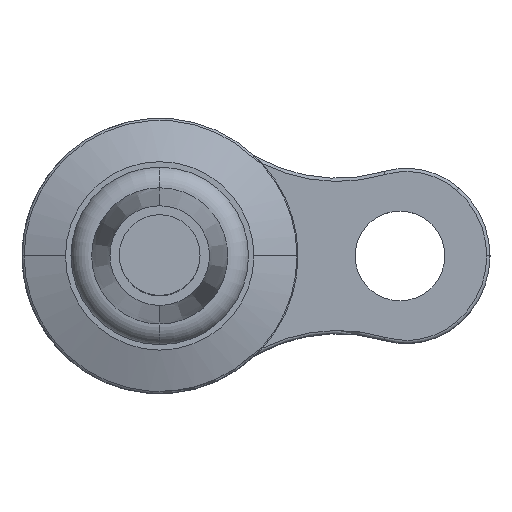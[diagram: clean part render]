
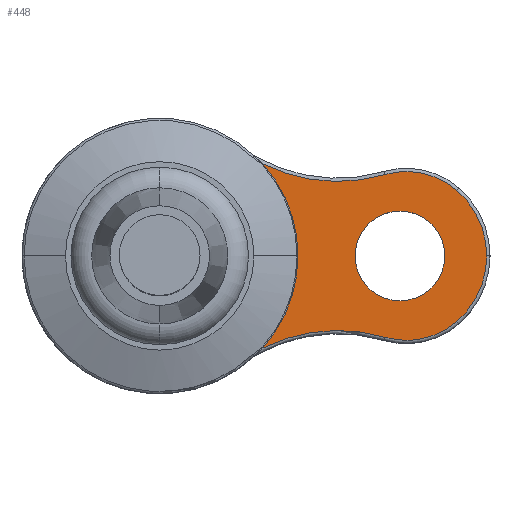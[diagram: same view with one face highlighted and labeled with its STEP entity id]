
A CAD part, top view. The second image highlights one B-rep face of the part: STEP entity #448.
In plain terms, the highlighted planar face has unit normal (0, 0, 1).
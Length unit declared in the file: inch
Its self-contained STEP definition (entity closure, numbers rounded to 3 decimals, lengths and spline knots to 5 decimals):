
#44 = ORIENTED_EDGE ( 'NONE', *, *, #271, .T. ) ;
#45 = VERTEX_POINT ( 'NONE', #797 ) ;
#101 = ORIENTED_EDGE ( 'NONE', *, *, #2646, .F. ) ;
#222 = DIRECTION ( 'NONE',  ( 0., 0., 1. ) ) ;
#230 = AXIS2_PLACEMENT_3D ( 'NONE', #2065, #763, #1416 ) ;
#271 = EDGE_CURVE ( 'NONE', #976, #45, #733, .T. ) ;
#274 = EDGE_LOOP ( 'NONE', ( #1330, #2075, #873, #1820, #1993, #1849, #1627, #44 ) ) ;
#279 = CIRCLE ( 'NONE', #230, 0.4317 ) ;
#292 = DIRECTION ( 'NONE',  ( 1., 0., 0. ) ) ;
#351 = DIRECTION ( 'NONE',  ( 1., 0., 0. ) ) ;
#420 = DIRECTION ( 'NONE',  ( 0., 0., -1. ) ) ;
#448 = ADVANCED_FACE ( 'Defeatured_0_4', ( #2762, #2112 ), #1897, .T. ) ;
#491 = AXIS2_PLACEMENT_3D ( 'NONE', #2139, #222, #1931 ) ;
#517 = DIRECTION ( 'NONE',  ( 0., 0., 1. ) ) ;
#524 = DIRECTION ( 'NONE',  ( 1., 0., 0. ) ) ;
#563 = CARTESIAN_POINT ( 'NONE',  ( 0.75, 0., 0.1875 ) ) ;
#610 = ORIENTED_EDGE ( 'NONE', *, *, #1067, .F. ) ;
#613 = VERTEX_POINT ( 'NONE', #1304 ) ;
#653 = DIRECTION ( 'NONE',  ( 1., 0., 0. ) ) ;
#690 = CARTESIAN_POINT ( 'NONE',  ( 0.77046, 0.02362, 0.1875 ) ) ;
#733 = CIRCLE ( 'NONE', #912, 0.24 ) ;
#747 = EDGE_CURVE ( 'NONE', #793, #1086, #2273, .T. ) ;
#760 = AXIS2_PLACEMENT_3D ( 'NONE', #1789, #1149, #921 ) ;
#763 = DIRECTION ( 'NONE',  ( 0., 0., -1. ) ) ;
#768 = CARTESIAN_POINT ( 'NONE',  ( 0., 0., 0.1875 ) ) ;
#793 = VERTEX_POINT ( 'NONE', #847 ) ;
#797 = CARTESIAN_POINT ( 'NONE',  ( 0.70292, 0.25392, 0.1875 ) ) ;
#820 = CARTESIAN_POINT ( 'NONE',  ( 0.89, 0., 0.1875 ) ) ;
#842 = CARTESIAN_POINT ( 'NONE',  ( 0.55504, -0.75814, 0.1875 ) ) ;
#847 = CARTESIAN_POINT ( 'NONE',  ( 0.32256, 0.28692, 0.1875 ) ) ;
#852 = DIRECTION ( 'NONE',  ( 0., 0., 1. ) ) ;
#873 = ORIENTED_EDGE ( 'NONE', *, *, #1159, .T. ) ;
#893 = VERTEX_POINT ( 'NONE', #820 ) ;
#912 = AXIS2_PLACEMENT_3D ( 'NONE', #690, #517, #1795 ) ;
#921 = DIRECTION ( 'NONE',  ( 1., 0., 0. ) ) ;
#976 = VERTEX_POINT ( 'NONE', #1113 ) ;
#1066 = CIRCLE ( 'NONE', #491, 0.27125 ) ;
#1067 = EDGE_CURVE ( 'NONE', #893, #2696, #2242, .T. ) ;
#1072 = AXIS2_PLACEMENT_3D ( 'NONE', #563, #1409, #351 ) ;
#1086 = VERTEX_POINT ( 'NONE', #1521 ) ;
#1110 = CIRCLE ( 'NONE', #760, 0.24 ) ;
#1113 = CARTESIAN_POINT ( 'NONE',  ( 0.92757, 0.20505, 0.1875 ) ) ;
#1149 = DIRECTION ( 'NONE',  ( 0., 0., 1. ) ) ;
#1150 = CIRCLE ( 'NONE', #2594, 0.27125 ) ;
#1159 = EDGE_CURVE ( 'NONE', #1086, #1253, #279, .T. ) ;
#1230 = AXIS2_PLACEMENT_3D ( 'NONE', #842, #420, #2305 ) ;
#1250 = CARTESIAN_POINT ( 'NONE',  ( 0., 0., 0.1875 ) ) ;
#1253 = VERTEX_POINT ( 'NONE', #1876 ) ;
#1289 = AXIS2_PLACEMENT_3D ( 'NONE', #1344, #2210, #292 ) ;
#1304 = CARTESIAN_POINT ( 'NONE',  ( 1.02125, 0., 0.1875 ) ) ;
#1322 = VERTEX_POINT ( 'NONE', #2723 ) ;
#1330 = ORIENTED_EDGE ( 'NONE', *, *, #2285, .T. ) ;
#1344 = CARTESIAN_POINT ( 'NONE',  ( 0.75, 0., 0.1875 ) ) ;
#1377 = VERTEX_POINT ( 'NONE', #2246 ) ;
#1409 = DIRECTION ( 'NONE',  ( 0., 0., 1. ) ) ;
#1416 = DIRECTION ( 'NONE',  ( 1., 0., 0. ) ) ;
#1425 = AXIS2_PLACEMENT_3D ( 'NONE', #1250, #852, #2564 ) ;
#1493 = DIRECTION ( 'NONE',  ( 0., 0., 1. ) ) ;
#1521 = CARTESIAN_POINT ( 'NONE',  ( 0.4317, 0., 0.1875 ) ) ;
#1599 = DIRECTION ( 'NONE',  ( 0., 0., -1. ) ) ;
#1627 = ORIENTED_EDGE ( 'NONE', *, *, #2661, .T. ) ;
#1643 = CIRCLE ( 'NONE', #2272, 0.52545 ) ;
#1744 = EDGE_CURVE ( 'NONE', #1377, #1322, #1110, .T. ) ;
#1756 = EDGE_LOOP ( 'NONE', ( #101, #610 ) ) ;
#1789 = CARTESIAN_POINT ( 'NONE',  ( 0.77046, -0.02362, 0.1875 ) ) ;
#1795 = DIRECTION ( 'NONE',  ( 1., 0., 0. ) ) ;
#1820 = ORIENTED_EDGE ( 'NONE', *, *, #1889, .T. ) ;
#1849 = ORIENTED_EDGE ( 'NONE', *, *, #2349, .T. ) ;
#1869 = CIRCLE ( 'NONE', #1230, 0.52545 ) ;
#1876 = CARTESIAN_POINT ( 'NONE',  ( 0.32256, -0.28692, 0.1875 ) ) ;
#1889 = EDGE_CURVE ( 'NONE', #1253, #1377, #1869, .T. ) ;
#1897 = PLANE ( 'NONE',  #1425 ) ;
#1908 = CARTESIAN_POINT ( 'NONE',  ( 0.75, 0., 0.1875 ) ) ;
#1931 = DIRECTION ( 'NONE',  ( 1., 0., 0. ) ) ;
#1948 = DIRECTION ( 'NONE',  ( 0., 0., -1. ) ) ;
#1993 = ORIENTED_EDGE ( 'NONE', *, *, #1744, .T. ) ;
#2014 = CIRCLE ( 'NONE', #1072, 0.14 ) ;
#2065 = CARTESIAN_POINT ( 'NONE',  ( 0., 0., 0.1875 ) ) ;
#2075 = ORIENTED_EDGE ( 'NONE', *, *, #747, .T. ) ;
#2112 = FACE_OUTER_BOUND ( 'NONE', #274, .T. ) ;
#2137 = DIRECTION ( 'NONE',  ( 1., 0., 0. ) ) ;
#2139 = CARTESIAN_POINT ( 'NONE',  ( 0.75, 0., 0.1875 ) ) ;
#2210 = DIRECTION ( 'NONE',  ( 0., 0., 1. ) ) ;
#2242 = CIRCLE ( 'NONE', #1289, 0.14 ) ;
#2246 = CARTESIAN_POINT ( 'NONE',  ( 0.70292, -0.25392, 0.1875 ) ) ;
#2272 = AXIS2_PLACEMENT_3D ( 'NONE', #2621, #1948, #653 ) ;
#2273 = CIRCLE ( 'NONE', #2597, 0.4317 ) ;
#2285 = EDGE_CURVE ( 'NONE', #45, #793, #1643, .T. ) ;
#2305 = DIRECTION ( 'NONE',  ( 1., 0., 0. ) ) ;
#2349 = EDGE_CURVE ( 'NONE', #1322, #613, #1066, .T. ) ;
#2390 = CARTESIAN_POINT ( 'NONE',  ( 0.61, 0., 0.1875 ) ) ;
#2564 = DIRECTION ( 'NONE',  ( 1., 0., 0. ) ) ;
#2594 = AXIS2_PLACEMENT_3D ( 'NONE', #1908, #1493, #2137 ) ;
#2597 = AXIS2_PLACEMENT_3D ( 'NONE', #768, #1599, #524 ) ;
#2621 = CARTESIAN_POINT ( 'NONE',  ( 0.55504, 0.75814, 0.1875 ) ) ;
#2646 = EDGE_CURVE ( 'NONE', #2696, #893, #2014, .T. ) ;
#2661 = EDGE_CURVE ( 'NONE', #613, #976, #1150, .T. ) ;
#2696 = VERTEX_POINT ( 'NONE', #2390 ) ;
#2723 = CARTESIAN_POINT ( 'NONE',  ( 0.92757, -0.20505, 0.1875 ) ) ;
#2762 = FACE_BOUND ( 'NONE', #1756, .T. ) ;
